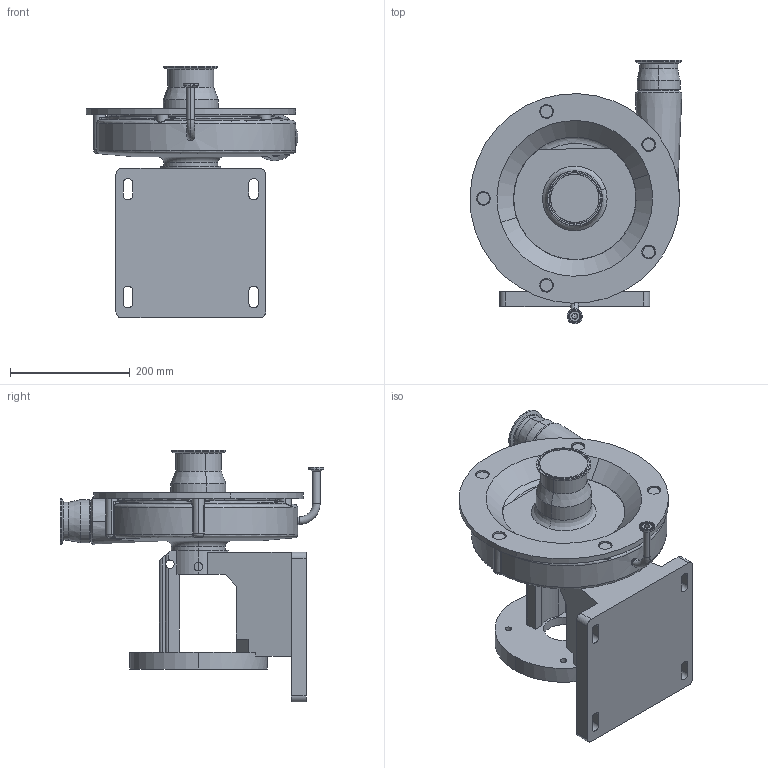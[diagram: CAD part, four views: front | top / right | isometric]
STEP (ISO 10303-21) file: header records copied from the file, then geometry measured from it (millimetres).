
FILE_DESCRIPTION (( 'STEP AP214' ), '1' );
FILE_NAME ('FP 355 210TC VERT 1-2 In ELBOW FRONT.STEP', '2010-02-22T19:17:24', ( ' ' ), ( '' ), 'SwSTEP 2.0', 'SolidWorks 2010', '' );
FILE_SCHEMA (( 'AUTOMOTIVE_DESIGN' ));
Length unit declared in the file: millimetre
Products named in the file (2): FP 355 210TC VERT 1-2 In ELBOW FRONT; FP 355 210TC VERT 1-2 In ELBOW FRONT^1275000122
Assembly tree (1 placements, depth 2):
  FP 355 210TC VERT 1-2 In ELBOW FRONT
    FP 355 210TC VERT 1-2 In ELBOW FRONT^1275000122
Bounding box: 353.89 x 440.7 x 420.65 mm (x, y, z)
Volume: 10747490.2 mm3; surface area: 821450 mm2
Topology: 2 solids, 3 shells, 427 faces, 1107 edges, 683 vertices
Faces by surface type: cylinder 151, bspline 95, plane 94, cone 43, torus 40, sphere 4
Entity records: 35764 total; most frequent: CARTESIAN_POINT 25652, ORIENTED_EDGE 2204, DIRECTION 1988, EDGE_CURVE 1102, AXIS2_PLACEMENT_3D 807, VERTEX_POINT 683, CIRCLE 471, EDGE_LOOP 467
